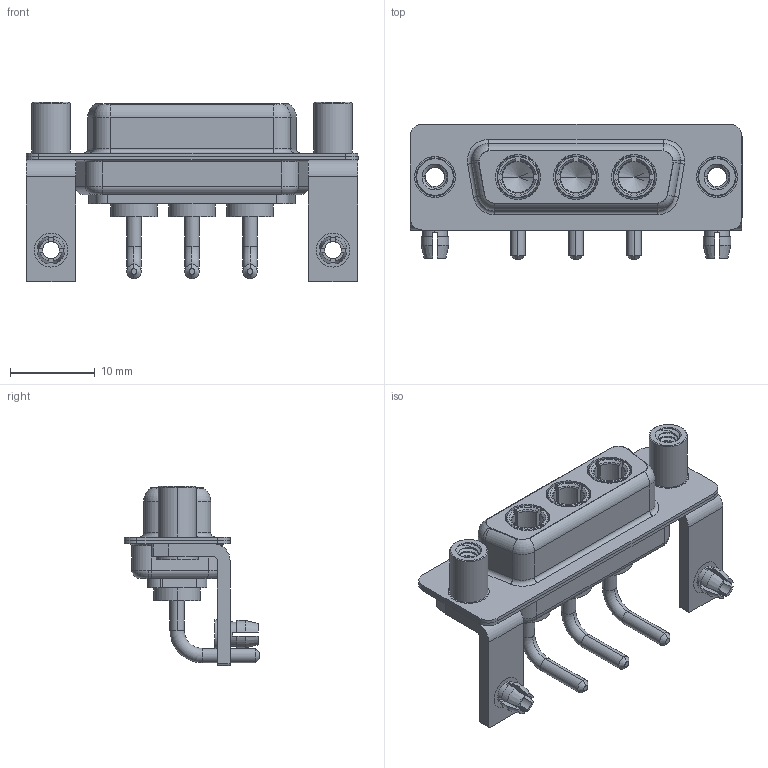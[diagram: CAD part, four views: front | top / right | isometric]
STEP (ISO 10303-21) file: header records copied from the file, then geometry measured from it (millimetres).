
FILE_DESCRIPTION (( 'STEP AP203' ), '1' );
FILE_NAME ('630-3W3-640-1T5.STEP', '2022-05-27T19:10:47', ( '' ), ( '' ), 'SwSTEP 2.0', 'SolidWorks 2020', '' );
FILE_SCHEMA (( 'CONFIG_CONTROL_DESIGN' ));
Length unit declared in the file: millimetre
Products named in the file (8): 630Combo Threaded Standoff_5; 630-3W3-640-1T5; Power Socket_10A RA; 630Combo Housing_3W3; 630Combo Shell Rear_15 Contacts; 630Combo Stabilizer Bracket; 630Combo Shell Front_15 Contacts; 630Combo Board Lock
Assembly tree (12 placements, depth 2):
  630-3W3-640-1T5
    630Combo Housing_3W3
    630Combo Shell Front_15 Contacts
    630Combo Shell Rear_15 Contacts
    630Combo Stabilizer Bracket  x2
    630Combo Board Lock  x2
    630Combo Threaded Standoff_5  x2
    Power Socket_10A RA  x3
Bounding box: 39.2 x 16 x 21.2 mm (x, y, z)
Volume: 2901.9 mm3; surface area: 6897.4 mm2
Topology: 15 solids, 15 shells, 693 faces, 1787 edges, 1144 vertices
Faces by surface type: cylinder 304, plane 224, cone 81, torus 75, bspline 9
Entity records: 15819 total; most frequent: CARTESIAN_POINT 4525, DIRECTION 2256, ORIENTED_EDGE 2144, EDGE_CURVE 1072, AXIS2_PLACEMENT_3D 902, VERTEX_POINT 683, EDGE_LOOP 469, CIRCLE 467
